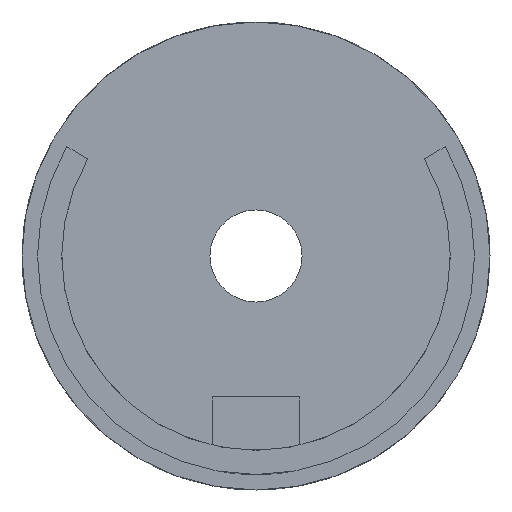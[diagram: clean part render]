
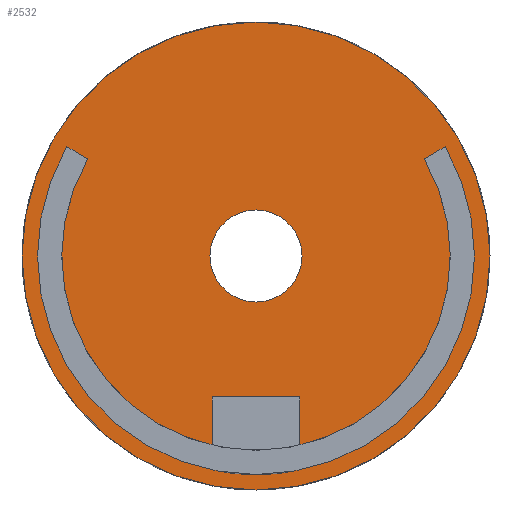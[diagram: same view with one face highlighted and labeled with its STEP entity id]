
A CAD part, front view. The second image highlights one B-rep face of the part: STEP entity #2532.
In plain terms, the highlighted planar face has unit normal (0, -1, 0).
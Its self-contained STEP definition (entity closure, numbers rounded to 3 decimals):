
#2 = AXIS2_PLACEMENT_3D ( 'NONE', #7666, #4782, #12634 ) ;
#127 = DIRECTION ( 'NONE',  ( 0., 1., 0. ) ) ;
#142 = AXIS2_PLACEMENT_3D ( 'NONE', #9790, #7925, #6754 ) ;
#182 = EDGE_CURVE ( 'NONE', #8906, #8397, #370, .T. ) ;
#370 = LINE ( 'NONE', #556, #8647 ) ;
#464 = FACE_OUTER_BOUND ( 'NONE', #9596, .T. ) ;
#538 = CIRCLE ( 'NONE', #9610, 4.75 ) ;
#556 = CARTESIAN_POINT ( 'NONE',  ( -19.529, 0., 11.275 ) ) ;
#649 = CARTESIAN_POINT ( 'NONE',  ( 0., 0., 0. ) ) ;
#795 = CARTESIAN_POINT ( 'NONE',  ( 17.364, 0., 10.025 ) ) ;
#878 = CARTESIAN_POINT ( 'NONE',  ( 0., 0., -4.75 ) ) ;
#1114 = ORIENTED_EDGE ( 'NONE', *, *, #7155, .F. ) ;
#1142 = DIRECTION ( 'NONE',  ( 0., 0., -1. ) ) ;
#1424 = DIRECTION ( 'NONE',  ( 0., -1., 0. ) ) ;
#1552 = DIRECTION ( 'NONE',  ( -0.866, 0., 0.5 ) ) ;
#1569 = CIRCLE ( 'NONE', #12271, 22.55 ) ;
#1837 = EDGE_CURVE ( 'NONE', #8397, #6328, #1569, .T. ) ;
#2337 = CARTESIAN_POINT ( 'NONE',  ( 0., 0., 0. ) ) ;
#2532 = ADVANCED_FACE ( 'NONE', ( #10800, #464, #2788 ), #8355, .F. ) ;
#2535 = CIRCLE ( 'NONE', #142, 20.05 ) ;
#2788 = FACE_BOUND ( 'NONE', #7949, .T. ) ;
#2900 = CARTESIAN_POINT ( 'NONE',  ( 0., 0., -24.15 ) ) ;
#2967 = DIRECTION ( 'NONE',  ( 0., -1., 0. ) ) ;
#3170 = CIRCLE ( 'NONE', #2, 24.15 ) ;
#3236 = CIRCLE ( 'NONE', #6613, 24.15 ) ;
#3329 = EDGE_CURVE ( 'NONE', #6328, #7117, #5394, .T. ) ;
#3656 = DIRECTION ( 'NONE',  ( -1., 0., 0. ) ) ;
#3729 = CARTESIAN_POINT ( 'NONE',  ( -17.364, 0., 10.025 ) ) ;
#4054 = CARTESIAN_POINT ( 'NONE',  ( 0., 0., 0. ) ) ;
#4383 = CARTESIAN_POINT ( 'NONE',  ( 0., 0., 0. ) ) ;
#4520 = ORIENTED_EDGE ( 'NONE', *, *, #3329, .F. ) ;
#4591 = EDGE_CURVE ( 'NONE', #12963, #6082, #538, .T. ) ;
#4664 = CARTESIAN_POINT ( 'NONE',  ( -4.5, 0., -19.538 ) ) ;
#4782 = DIRECTION ( 'NONE',  ( 0., 1., 0. ) ) ;
#4813 = AXIS2_PLACEMENT_3D ( 'NONE', #10330, #127, #10209 ) ;
#4941 = DIRECTION ( 'NONE',  ( 0., 0., -1. ) ) ;
#5155 = CARTESIAN_POINT ( 'NONE',  ( 0., 0., 0. ) ) ;
#5234 = ORIENTED_EDGE ( 'NONE', *, *, #7044, .F. ) ;
#5279 = EDGE_LOOP ( 'NONE', ( #6835, #1114 ) ) ;
#5310 = DIRECTION ( 'NONE',  ( 0., 0., 1. ) ) ;
#5394 = LINE ( 'NONE', #795, #5545 ) ;
#5545 = VECTOR ( 'NONE', #10056, 1000. ) ;
#5647 = EDGE_CURVE ( 'NONE', #12850, #8906, #9764, .T. ) ;
#5687 = CARTESIAN_POINT ( 'NONE',  ( 0., 0., 4.75 ) ) ;
#5874 = EDGE_CURVE ( 'NONE', #7117, #6902, #2535, .T. ) ;
#5891 = ORIENTED_EDGE ( 'NONE', *, *, #5874, .F. ) ;
#5915 = ORIENTED_EDGE ( 'NONE', *, *, #9265, .F. ) ;
#6082 = VERTEX_POINT ( 'NONE', #5687 ) ;
#6194 = AXIS2_PLACEMENT_3D ( 'NONE', #649, #8631, #7623 ) ;
#6328 = VERTEX_POINT ( 'NONE', #11799 ) ;
#6613 = AXIS2_PLACEMENT_3D ( 'NONE', #5155, #11200, #8087 ) ;
#6648 = CARTESIAN_POINT ( 'NONE',  ( -4.5, 0., -14.55 ) ) ;
#6754 = DIRECTION ( 'NONE',  ( 0., 0., -1. ) ) ;
#6835 = ORIENTED_EDGE ( 'NONE', *, *, #4591, .F. ) ;
#6860 = VERTEX_POINT ( 'NONE', #2900 ) ;
#6880 = CARTESIAN_POINT ( 'NONE',  ( -19.529, 0., 11.275 ) ) ;
#6902 = VERTEX_POINT ( 'NONE', #8226 ) ;
#7044 = EDGE_CURVE ( 'NONE', #8218, #11527, #11636, .T. ) ;
#7117 = VERTEX_POINT ( 'NONE', #11440 ) ;
#7155 = EDGE_CURVE ( 'NONE', #6082, #12963, #10669, .T. ) ;
#7623 = DIRECTION ( 'NONE',  ( 0., 0., -1. ) ) ;
#7666 = CARTESIAN_POINT ( 'NONE',  ( 0., 0., 0. ) ) ;
#7747 = DIRECTION ( 'NONE',  ( 0., 0., 1. ) ) ;
#7925 = DIRECTION ( 'NONE',  ( 0., 1., 0. ) ) ;
#7949 = EDGE_LOOP ( 'NONE', ( #11416, #5234, #8012, #5891, #4520, #11408, #10804, #11839 ) ) ;
#8012 = ORIENTED_EDGE ( 'NONE', *, *, #12016, .F. ) ;
#8087 = DIRECTION ( 'NONE',  ( 0., 0., 1. ) ) ;
#8218 = VERTEX_POINT ( 'NONE', #8430 ) ;
#8226 = CARTESIAN_POINT ( 'NONE',  ( 4.5, 0., -19.538 ) ) ;
#8287 = CARTESIAN_POINT ( 'NONE',  ( 0., 0., 24.15 ) ) ;
#8297 = VECTOR ( 'NONE', #3656, 1000. ) ;
#8318 = LINE ( 'NONE', #12591, #10086 ) ;
#8355 = PLANE ( 'NONE',  #8646 ) ;
#8397 = VERTEX_POINT ( 'NONE', #6880 ) ;
#8430 = CARTESIAN_POINT ( 'NONE',  ( 4.5, 0., -14.55 ) ) ;
#8631 = DIRECTION ( 'NONE',  ( 0., -1., 0. ) ) ;
#8646 = AXIS2_PLACEMENT_3D ( 'NONE', #2337, #12359, #5310 ) ;
#8647 = VECTOR ( 'NONE', #1552, 1000. ) ;
#8906 = VERTEX_POINT ( 'NONE', #3729 ) ;
#9265 = EDGE_CURVE ( 'NONE', #6860, #11018, #3236, .T. ) ;
#9398 = DIRECTION ( 'NONE',  ( 0., 0., -1. ) ) ;
#9596 = EDGE_LOOP ( 'NONE', ( #5915, #10262 ) ) ;
#9610 = AXIS2_PLACEMENT_3D ( 'NONE', #4383, #1424, #9398 ) ;
#9764 = CIRCLE ( 'NONE', #4813, 20.05 ) ;
#9790 = CARTESIAN_POINT ( 'NONE',  ( 0., 0., 0. ) ) ;
#10056 = DIRECTION ( 'NONE',  ( -0.866, 0., -0.5 ) ) ;
#10086 = VECTOR ( 'NONE', #7747, 1000. ) ;
#10209 = DIRECTION ( 'NONE',  ( 0., 0., -1. ) ) ;
#10262 = ORIENTED_EDGE ( 'NONE', *, *, #11120, .F. ) ;
#10330 = CARTESIAN_POINT ( 'NONE',  ( 0., 0., 0. ) ) ;
#10669 = CIRCLE ( 'NONE', #6194, 4.75 ) ;
#10800 = FACE_BOUND ( 'NONE', #5279, .T. ) ;
#10804 = ORIENTED_EDGE ( 'NONE', *, *, #182, .F. ) ;
#10912 = EDGE_CURVE ( 'NONE', #11527, #12850, #11662, .T. ) ;
#10915 = CARTESIAN_POINT ( 'NONE',  ( -4.5, 0., -14.55 ) ) ;
#11018 = VERTEX_POINT ( 'NONE', #8287 ) ;
#11120 = EDGE_CURVE ( 'NONE', #11018, #6860, #3170, .T. ) ;
#11192 = CARTESIAN_POINT ( 'NONE',  ( -4.5, 0., -21.05 ) ) ;
#11200 = DIRECTION ( 'NONE',  ( 0., 1., 0. ) ) ;
#11408 = ORIENTED_EDGE ( 'NONE', *, *, #1837, .F. ) ;
#11416 = ORIENTED_EDGE ( 'NONE', *, *, #10912, .F. ) ;
#11440 = CARTESIAN_POINT ( 'NONE',  ( 17.364, 0., 10.025 ) ) ;
#11527 = VERTEX_POINT ( 'NONE', #10915 ) ;
#11636 = LINE ( 'NONE', #6648, #8297 ) ;
#11662 = LINE ( 'NONE', #11192, #12589 ) ;
#11799 = CARTESIAN_POINT ( 'NONE',  ( 19.529, 0., 11.275 ) ) ;
#11839 = ORIENTED_EDGE ( 'NONE', *, *, #5647, .F. ) ;
#12016 = EDGE_CURVE ( 'NONE', #6902, #8218, #8318, .T. ) ;
#12271 = AXIS2_PLACEMENT_3D ( 'NONE', #4054, #2967, #4941 ) ;
#12359 = DIRECTION ( 'NONE',  ( 0., 1., 0. ) ) ;
#12589 = VECTOR ( 'NONE', #1142, 1000. ) ;
#12591 = CARTESIAN_POINT ( 'NONE',  ( 4.5, 0., -14.55 ) ) ;
#12634 = DIRECTION ( 'NONE',  ( 0., 0., 1. ) ) ;
#12850 = VERTEX_POINT ( 'NONE', #4664 ) ;
#12963 = VERTEX_POINT ( 'NONE', #878 ) ;
